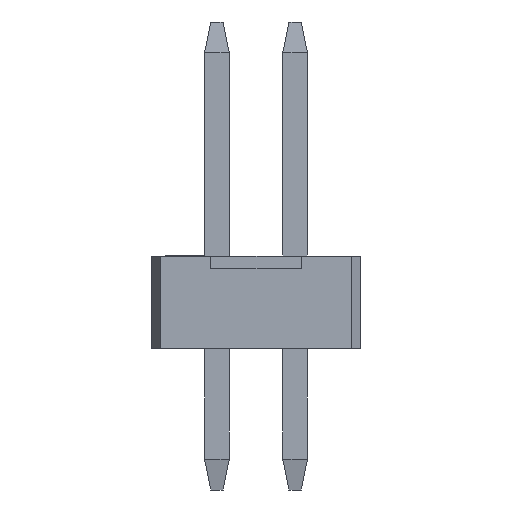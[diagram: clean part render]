
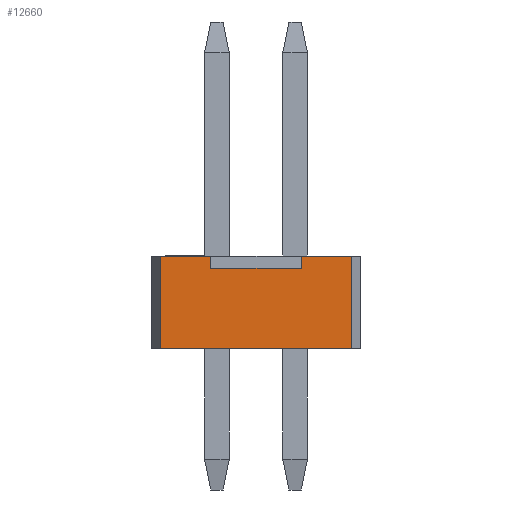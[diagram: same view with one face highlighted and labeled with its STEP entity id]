
A CAD part, front view. The second image highlights one B-rep face of the part: STEP entity #12660.
In plain terms, the highlighted face is planar.
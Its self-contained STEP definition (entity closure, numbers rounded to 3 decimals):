
#240=ORIENTED_EDGE('',*,*,#2804,.T.);
#241=ORIENTED_EDGE('',*,*,#2805,.F.);
#242=ORIENTED_EDGE('',*,*,#2806,.T.);
#243=ORIENTED_EDGE('',*,*,#2807,.T.);
#244=ORIENTED_EDGE('',*,*,#2808,.T.);
#245=ORIENTED_EDGE('',*,*,#2809,.F.);
#246=ORIENTED_EDGE('',*,*,#2810,.F.);
#247=ORIENTED_EDGE('',*,*,#2811,.T.);
#2804=EDGE_CURVE('',#4086,#4087,#4874,.T.);
#2805=EDGE_CURVE('',#4088,#4087,#4875,.T.);
#2806=EDGE_CURVE('',#4088,#4089,#4876,.T.);
#2807=EDGE_CURVE('',#4089,#4090,#4877,.T.);
#2808=EDGE_CURVE('',#4090,#4091,#4878,.T.);
#2809=EDGE_CURVE('',#4092,#4091,#4879,.T.);
#2810=EDGE_CURVE('',#4093,#4092,#4880,.T.);
#2811=EDGE_CURVE('',#4093,#4086,#4881,.T.);
#4086=VERTEX_POINT('',#16485);
#4087=VERTEX_POINT('',#16486);
#4088=VERTEX_POINT('',#16488);
#4089=VERTEX_POINT('',#16490);
#4090=VERTEX_POINT('',#16492);
#4091=VERTEX_POINT('',#16494);
#4092=VERTEX_POINT('',#16496);
#4093=VERTEX_POINT('',#16498);
#4874=LINE('',#16484,#6164);
#4875=LINE('',#16487,#6165);
#4876=LINE('',#16489,#6166);
#4877=LINE('',#16491,#6167);
#4878=LINE('',#16493,#6168);
#4879=LINE('',#16495,#6169);
#4880=LINE('',#16497,#6170);
#4881=LINE('',#16499,#6171);
#6164=VECTOR('',#13980,1000.);
#6165=VECTOR('',#13981,1000.);
#6166=VECTOR('',#13982,1000.);
#6167=VECTOR('',#13983,1000.);
#6168=VECTOR('',#13984,1000.);
#6169=VECTOR('',#13985,1000.);
#6170=VECTOR('',#13986,1000.);
#6171=VECTOR('',#13987,1000.);
#7298=EDGE_LOOP('',(#240,#241,#242,#243,#244,#245,#246,#247));
#7850=FACE_BOUND('',#7298,.T.);
#8402=PLANE('',#13199);
#12660=ADVANCED_FACE('',(#7850),#8402,.T.);
#13199=AXIS2_PLACEMENT_3D('',#16483,#13978,#13979);
#13978=DIRECTION('',(-1.,0.,0.));
#13979=DIRECTION('',(0.,0.,1.));
#13980=DIRECTION('',(0.,1.,0.));
#13981=DIRECTION('',(0.,0.,1.));
#13982=DIRECTION('',(0.,1.,0.));
#13983=DIRECTION('',(0.,0.,1.));
#13984=DIRECTION('',(0.,1.,0.));
#13985=DIRECTION('',(0.,0.,1.));
#13986=DIRECTION('',(0.,1.,0.));
#13987=DIRECTION('',(0.,0.,1.));
#16483=CARTESIAN_POINT('',(-6.35,-1.7,-0.75));
#16484=CARTESIAN_POINT('',(-6.35,-1.7,0.75));
#16485=CARTESIAN_POINT('',(-6.35,-1.55,0.75));
#16486=CARTESIAN_POINT('',(-6.35,-0.735,0.75));
#16487=CARTESIAN_POINT('',(-6.35,-0.735,0.55));
#16488=CARTESIAN_POINT('',(-6.35,-0.735,0.55));
#16489=CARTESIAN_POINT('',(-6.35,-0.735,0.55));
#16490=CARTESIAN_POINT('',(-6.35,0.735,0.55));
#16491=CARTESIAN_POINT('',(-6.35,0.735,0.55));
#16492=CARTESIAN_POINT('',(-6.35,0.735,0.75));
#16493=CARTESIAN_POINT('',(-6.35,-1.7,0.75));
#16494=CARTESIAN_POINT('',(-6.35,1.55,0.75));
#16495=CARTESIAN_POINT('',(-6.35,1.55,-12.723));
#16496=CARTESIAN_POINT('',(-6.35,1.55,-0.75));
#16497=CARTESIAN_POINT('',(-6.35,-1.7,-0.75));
#16498=CARTESIAN_POINT('',(-6.35,-1.55,-0.75));
#16499=CARTESIAN_POINT('',(-6.35,-1.55,-12.723));
